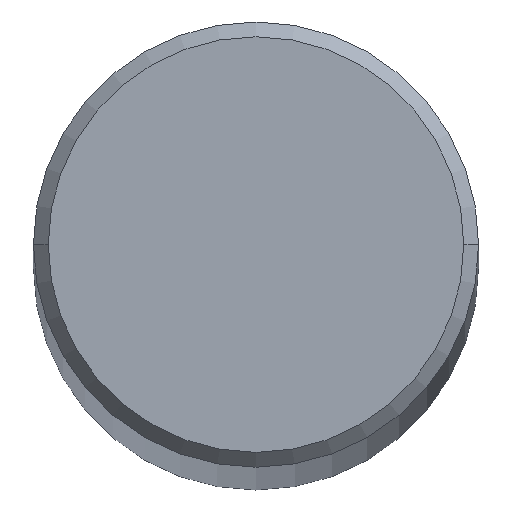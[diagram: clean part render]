
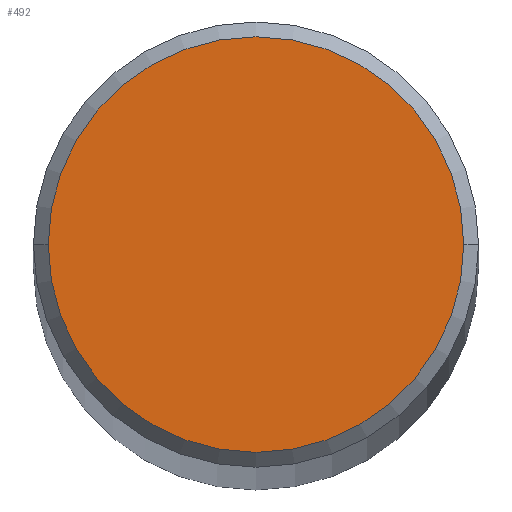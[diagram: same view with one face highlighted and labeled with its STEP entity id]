
A CAD part, top view. The second image highlights one B-rep face of the part: STEP entity #492.
In plain terms, the highlighted planar face has unit normal (0, 0, 1).
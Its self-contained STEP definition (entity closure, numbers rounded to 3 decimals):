
#36 = DIRECTION ( 'NONE',  ( 1., 0., 0. ) ) ;
#41 = FACE_OUTER_BOUND ( 'NONE', #238, .T. ) ;
#44 = VERTEX_POINT ( 'NONE', #321 ) ;
#88 = EDGE_CURVE ( 'NONE', #472, #44, #90, .T. ) ;
#90 = CIRCLE ( 'NONE', #247, 14. ) ;
#93 = DIRECTION ( 'NONE',  ( 0., 0., 1. ) ) ;
#134 = CARTESIAN_POINT ( 'NONE',  ( 0., 0., 507.5 ) ) ;
#141 = PLANE ( 'NONE',  #473 ) ;
#219 = CARTESIAN_POINT ( 'NONE',  ( 14., 0., 507.5 ) ) ;
#238 = EDGE_LOOP ( 'NONE', ( #280, #515 ) ) ;
#247 = AXIS2_PLACEMENT_3D ( 'NONE', #282, #455, #36 ) ;
#280 = ORIENTED_EDGE ( 'NONE', *, *, #397, .T. ) ;
#282 = CARTESIAN_POINT ( 'NONE',  ( 0., 0., 507.5 ) ) ;
#291 = AXIS2_PLACEMENT_3D ( 'NONE', #490, #411, #408 ) ;
#321 = CARTESIAN_POINT ( 'NONE',  ( -14., 0., 507.5 ) ) ;
#397 = EDGE_CURVE ( 'NONE', #44, #472, #526, .T. ) ;
#408 = DIRECTION ( 'NONE',  ( 1., 0., 0. ) ) ;
#411 = DIRECTION ( 'NONE',  ( 0., 0., 1. ) ) ;
#416 = DIRECTION ( 'NONE',  ( 1., 0., 0. ) ) ;
#455 = DIRECTION ( 'NONE',  ( 0., 0., 1. ) ) ;
#472 = VERTEX_POINT ( 'NONE', #219 ) ;
#473 = AXIS2_PLACEMENT_3D ( 'NONE', #134, #93, #416 ) ;
#490 = CARTESIAN_POINT ( 'NONE',  ( 0., 0., 507.5 ) ) ;
#492 = ADVANCED_FACE ( 'NONE', ( #41 ), #141, .T. ) ;
#515 = ORIENTED_EDGE ( 'NONE', *, *, #88, .T. ) ;
#526 = CIRCLE ( 'NONE', #291, 14. ) ;
